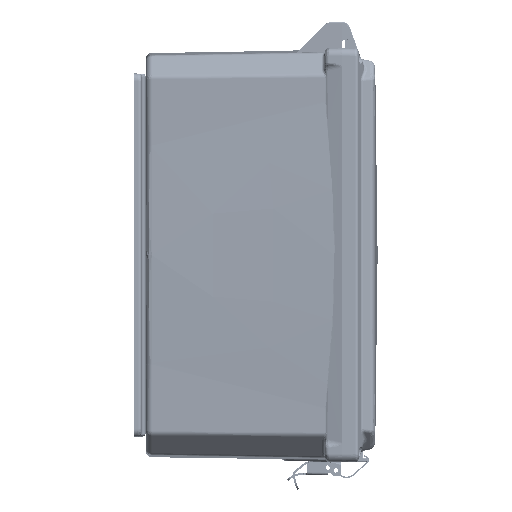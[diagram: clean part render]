
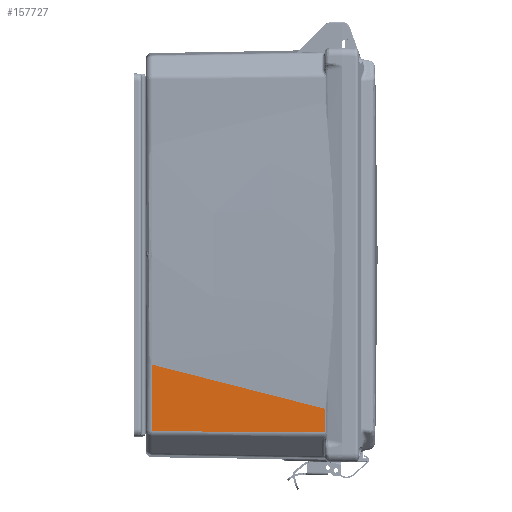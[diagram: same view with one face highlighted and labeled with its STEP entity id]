
A CAD part, front view. The second image highlights one B-rep face of the part: STEP entity #157727.
In plain terms, the highlighted planar face has unit normal (-0.018, -1, 0).
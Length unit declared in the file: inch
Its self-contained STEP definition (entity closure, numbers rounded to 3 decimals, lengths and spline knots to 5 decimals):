
#31 = AXIS2_PLACEMENT_3D ( 'NONE', #97398, #34698, #141794 ) ;
#2011 = PLANE ( 'NONE',  #31 ) ;
#17792 = VERTEX_POINT ( 'NONE', #29348 ) ;
#29294 = CARTESIAN_POINT ( 'NONE',  ( -5.77332, -7.06423, 10.7888 ) ) ;
#29348 = CARTESIAN_POINT ( 'NONE',  ( -0.50592, -7.15617, -4.66613 ) ) ;
#31997 = VERTEX_POINT ( 'NONE', #115337 ) ;
#32023 = CARTESIAN_POINT ( 'NONE',  ( -5.77332, -7.06423, -3.32044 ) ) ;
#34698 = DIRECTION ( 'NONE',  ( -0.017, -1., 0. ) ) ;
#34850 = CARTESIAN_POINT ( 'NONE',  ( -0.50592, -7.15617, 6.74752 ) ) ;
#35078 = ORIENTED_EDGE ( 'NONE', *, *, #168925, .T. ) ;
#35915 = ORIENTED_EDGE ( 'NONE', *, *, #112204, .T. ) ;
#39476 = CARTESIAN_POINT ( 'NONE',  ( -5.77332, -7.06423, -5.34143 ) ) ;
#65131 = B_SPLINE_CURVE_WITH_KNOTS ( 'NONE', 3,
 ( #90648, #122628, #156107, #186109 ),
 .UNSPECIFIED., .F., .F.,
 ( 4, 4 ),
 ( 0., 1. ),
 .UNSPECIFIED. ) ;
#73091 = DIRECTION ( 'NONE',  ( 0., 0., 1. ) ) ;
#73330 = FACE_OUTER_BOUND ( 'NONE', #116968, .T. ) ;
#90648 = CARTESIAN_POINT ( 'NONE',  ( -0.50592, -7.15617, -4.66613 ) ) ;
#97398 = CARTESIAN_POINT ( 'NONE',  ( 0., -7.165, 6.74752 ) ) ;
#101342 = VECTOR ( 'NONE', #73091, 39.37008 ) ;
#112204 = EDGE_CURVE ( 'NONE', #17792, #121792, #65131, .T. ) ;
#115337 = CARTESIAN_POINT ( 'NONE',  ( -5.77332, -7.06423, -5.34143 ) ) ;
#116968 = EDGE_LOOP ( 'NONE', ( #172098, #35078, #35915, #156140 ) ) ;
#121792 = VERTEX_POINT ( 'NONE', #32023 ) ;
#122628 = CARTESIAN_POINT ( 'NONE',  ( -2.55774, -7.12035, -4.14121 ) ) ;
#124258 = VERTEX_POINT ( 'NONE', #185502 ) ;
#133064 = LINE ( 'NONE', #29294, #101342 ) ;
#134184 = DIRECTION ( 'NONE',  ( 1., -0.017, -0.007 ) ) ;
#139095 = LINE ( 'NONE', #34850, #185518 ) ;
#141794 = DIRECTION ( 'NONE',  ( 1., -0.017, 0. ) ) ;
#146251 = VECTOR ( 'NONE', #134184, 39.37008 ) ;
#153886 = EDGE_CURVE ( 'NONE', #31997, #121792, #133064, .T. ) ;
#156107 = CARTESIAN_POINT ( 'NONE',  ( -4.31354, -7.08971, -3.69265 ) ) ;
#156140 = ORIENTED_EDGE ( 'NONE', *, *, #153886, .F. ) ;
#157727 = ADVANCED_FACE ( 'NONE', ( #73330 ), #2011, .T. ) ;
#168925 = EDGE_CURVE ( 'NONE', #124258, #17792, #139095, .T. ) ;
#172098 = ORIENTED_EDGE ( 'NONE', *, *, #188796, .T. ) ;
#173348 = DIRECTION ( 'NONE',  ( 0., 0., 1. ) ) ;
#185502 = CARTESIAN_POINT ( 'NONE',  ( -0.50592, -7.15617, -5.37952 ) ) ;
#185518 = VECTOR ( 'NONE', #173348, 39.37008 ) ;
#186109 = CARTESIAN_POINT ( 'NONE',  ( -5.77332, -7.06423, -3.32044 ) ) ;
#187749 = LINE ( 'NONE', #39476, #146251 ) ;
#188796 = EDGE_CURVE ( 'NONE', #31997, #124258, #187749, .T. ) ;
